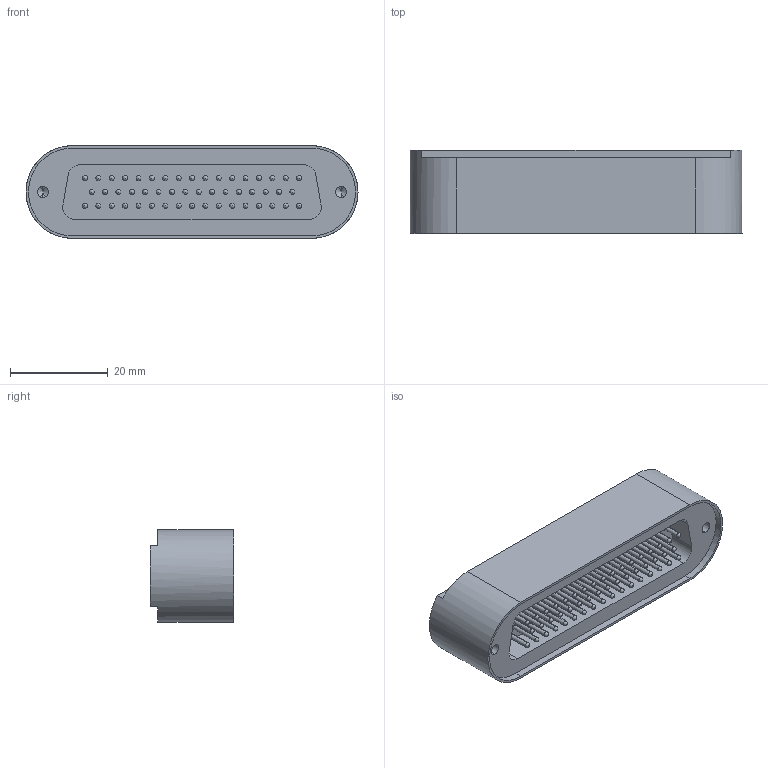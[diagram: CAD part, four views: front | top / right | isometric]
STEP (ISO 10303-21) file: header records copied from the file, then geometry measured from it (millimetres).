
FILE_DESCRIPTION (( 'STEP AP214' ), '1' );
FILE_NAME ('218-D50-SS.STEP', '2018-09-24T09:37:27', ( '' ), ( '' ), 'SwSTEP 2.0', 'SolidWorks 2014', '' );
FILE_SCHEMA (( 'AUTOMOTIVE_DESIGN' ));
Length unit declared in the file: millimetre
Products named in the file (3): 9210-PIN-FENI_Pin vergoldet; 9218-D50-SS_50pin 1mm beschr. allectra; 218-D50-SS
Assembly tree (51 placements, depth 2):
  218-D50-SS
    9218-D50-SS_50pin 1mm beschr. allectra
    9210-PIN-FENI_Pin vergoldet  x50
Bounding box: 68 x 17 x 19 mm (x, y, z)
Volume: 11453.2 mm3; surface area: 9982.8 mm2
Topology: 51 solids, 51 shells, 535 faces, 1525 edges, 1010 vertices
Faces by surface type: cylinder 264, plane 140, sphere 100, bspline 23, cone 8
Entity records: 13061 total; most frequent: CARTESIAN_POINT 3561, DIRECTION 1953, ORIENTED_EDGE 1846, EDGE_CURVE 923, AXIS2_PLACEMENT_3D 706, VERTEX_POINT 614, LINE 541, VECTOR 541
